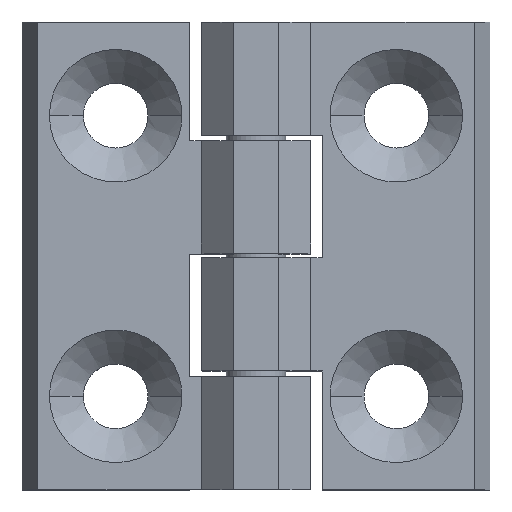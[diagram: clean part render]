
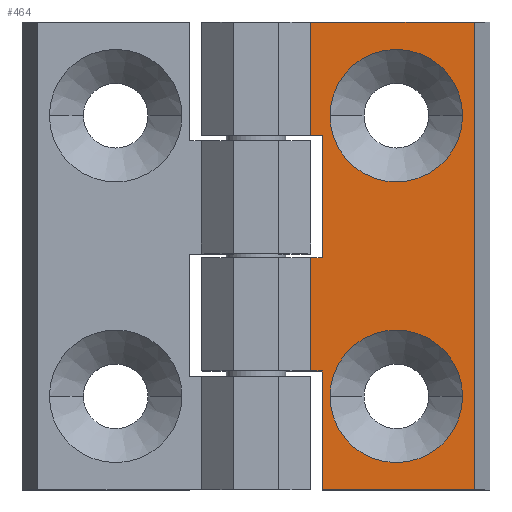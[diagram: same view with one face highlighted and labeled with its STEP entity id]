
A CAD part, top view. The second image highlights one B-rep face of the part: STEP entity #464.
In plain terms, the highlighted planar face has unit normal (0, 0, 1).
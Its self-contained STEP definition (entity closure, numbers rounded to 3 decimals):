
#56 = LINE ( 'NONE', #2743, #1725 ) ;
#95 = DIRECTION ( 'NONE',  ( -1., 0., 0. ) ) ;
#265 = LINE ( 'NONE', #919, #3292 ) ;
#270 = DIRECTION ( 'NONE',  ( 1., 0., 0. ) ) ;
#309 = VERTEX_POINT ( 'NONE', #6675 ) ;
#330 = ORIENTED_EDGE ( 'NONE', *, *, #6151, .F. ) ;
#464 = ADVANCED_FACE ( 'NONE', ( #4501, #6375, #5650 ), #7545, .F. ) ;
#579 = EDGE_LOOP ( 'NONE', ( #1223, #6887, #2974, #7062, #2528, #7260, #3065, #835, #7231, #6716 ) ) ;
#741 = VERTEX_POINT ( 'NONE', #6012 ) ;
#835 = ORIENTED_EDGE ( 'NONE', *, *, #5203, .T. ) ;
#919 = CARTESIAN_POINT ( 'NONE',  ( -81.998, 114.794, 8. ) ) ;
#984 = DIRECTION ( 'NONE',  ( 0., -1., 0. ) ) ;
#1000 = DIRECTION ( 'NONE',  ( 0., -1., 0. ) ) ;
#1061 = VECTOR ( 'NONE', #270, 1000. ) ;
#1173 = CARTESIAN_POINT ( 'NONE',  ( -60.998, 114.794, 8. ) ) ;
#1223 = ORIENTED_EDGE ( 'NONE', *, *, #7731, .T. ) ;
#1240 = VERTEX_POINT ( 'NONE', #4813 ) ;
#1531 = ORIENTED_EDGE ( 'NONE', *, *, #5080, .F. ) ;
#1554 = DIRECTION ( 'NONE',  ( -1., 0., 0. ) ) ;
#1569 = EDGE_CURVE ( 'NONE', #6623, #741, #7808, .T. ) ;
#1603 = VECTOR ( 'NONE', #984, 1000. ) ;
#1632 = CARTESIAN_POINT ( 'NONE',  ( -62.498, 102.794, 8. ) ) ;
#1694 = VERTEX_POINT ( 'NONE', #7628 ) ;
#1725 = VECTOR ( 'NONE', #7661, 1000. ) ;
#1817 = VECTOR ( 'NONE', #1554, 1000. ) ;
#1863 = CARTESIAN_POINT ( 'NONE',  ( -80.498, 100.294, 8. ) ) ;
#1900 = EDGE_CURVE ( 'NONE', #2477, #309, #265, .T. ) ;
#1970 = DIRECTION ( 'NONE',  ( 0., 0., 1. ) ) ;
#1982 = CARTESIAN_POINT ( 'NONE',  ( 0., 70.044, 8. ) ) ;
#2043 = VERTEX_POINT ( 'NONE', #2733 ) ;
#2086 = EDGE_LOOP ( 'NONE', ( #7347, #330 ) ) ;
#2091 = DIRECTION ( 'NONE',  ( 1., 0., 0. ) ) ;
#2240 = DIRECTION ( 'NONE',  ( 0., 0., 1. ) ) ;
#2285 = AXIS2_PLACEMENT_3D ( 'NONE', #6986, #3279, #95 ) ;
#2352 = CIRCLE ( 'NONE', #5091, 8.5 ) ;
#2357 = LINE ( 'NONE', #3656, #5338 ) ;
#2477 = VERTEX_POINT ( 'NONE', #4175 ) ;
#2525 = CARTESIAN_POINT ( 'NONE',  ( -80.498, 54.794, 8. ) ) ;
#2528 = ORIENTED_EDGE ( 'NONE', *, *, #4524, .T. ) ;
#2580 = AXIS2_PLACEMENT_3D ( 'NONE', #3579, #6758, #2890 ) ;
#2733 = CARTESIAN_POINT ( 'NONE',  ( -60.998, 54.794, 8. ) ) ;
#2743 = CARTESIAN_POINT ( 'NONE',  ( -80.498, 0., 8. ) ) ;
#2760 = EDGE_CURVE ( 'NONE', #3786, #1240, #3956, .T. ) ;
#2890 = DIRECTION ( 'NONE',  ( 1., 0., 0. ) ) ;
#2960 = CARTESIAN_POINT ( 'NONE',  ( 0., 100.294, 8. ) ) ;
#2968 = EDGE_CURVE ( 'NONE', #1694, #6623, #6497, .T. ) ;
#2974 = ORIENTED_EDGE ( 'NONE', *, *, #4804, .T. ) ;
#3040 = DIRECTION ( 'NONE',  ( 1., 0., 0. ) ) ;
#3065 = ORIENTED_EDGE ( 'NONE', *, *, #4344, .T. ) ;
#3175 = ORIENTED_EDGE ( 'NONE', *, *, #3841, .F. ) ;
#3180 = AXIS2_PLACEMENT_3D ( 'NONE', #7500, #1970, #2091 ) ;
#3279 = DIRECTION ( 'NONE',  ( 0., 0., -1. ) ) ;
#3292 = VECTOR ( 'NONE', #1000, 1000. ) ;
#3394 = DIRECTION ( 'NONE',  ( -1., 0., 0. ) ) ;
#3579 = CARTESIAN_POINT ( 'NONE',  ( -70.998, 66.794, 8. ) ) ;
#3656 = CARTESIAN_POINT ( 'NONE',  ( -80.498, 0., 8. ) ) ;
#3786 = VERTEX_POINT ( 'NONE', #1632 ) ;
#3841 = EDGE_CURVE ( 'NONE', #5073, #4268, #7392, .T. ) ;
#3888 = VERTEX_POINT ( 'NONE', #1173 ) ;
#3956 = CIRCLE ( 'NONE', #3180, 8.5 ) ;
#4031 = VERTEX_POINT ( 'NONE', #1863 ) ;
#4111 = CARTESIAN_POINT ( 'NONE',  ( -70.998, 66.794, 8. ) ) ;
#4118 = LINE ( 'NONE', #7134, #1817 ) ;
#4175 = CARTESIAN_POINT ( 'NONE',  ( -81.998, 114.794, 8. ) ) ;
#4268 = VERTEX_POINT ( 'NONE', #6022 ) ;
#4344 = EDGE_CURVE ( 'NONE', #309, #4031, #6133, .T. ) ;
#4381 = VERTEX_POINT ( 'NONE', #6591 ) ;
#4501 = FACE_BOUND ( 'NONE', #2086, .T. ) ;
#4524 = EDGE_CURVE ( 'NONE', #3888, #2477, #4118, .T. ) ;
#4586 = EDGE_CURVE ( 'NONE', #2043, #3888, #6486, .T. ) ;
#4637 = CARTESIAN_POINT ( 'NONE',  ( -70.998, 102.794, 8. ) ) ;
#4651 = CARTESIAN_POINT ( 'NONE',  ( -60.998, 0., 8. ) ) ;
#4669 = CARTESIAN_POINT ( 'NONE',  ( -81.998, 84.544, 8. ) ) ;
#4726 = DIRECTION ( 'NONE',  ( 1., 0., 0. ) ) ;
#4802 = DIRECTION ( 'NONE',  ( 0., -1., 0. ) ) ;
#4804 = EDGE_CURVE ( 'NONE', #5834, #2043, #5050, .T. ) ;
#4813 = CARTESIAN_POINT ( 'NONE',  ( -79.498, 102.794, 8. ) ) ;
#4930 = VECTOR ( 'NONE', #3040, 1000. ) ;
#5050 = LINE ( 'NONE', #2525, #5845 ) ;
#5065 = EDGE_LOOP ( 'NONE', ( #3175, #1531 ) ) ;
#5073 = VERTEX_POINT ( 'NONE', #7805 ) ;
#5080 = EDGE_CURVE ( 'NONE', #4268, #5073, #6510, .T. ) ;
#5091 = AXIS2_PLACEMENT_3D ( 'NONE', #4637, #5290, #7205 ) ;
#5194 = CARTESIAN_POINT ( 'NONE',  ( -80.498, 54.794, 8. ) ) ;
#5203 = EDGE_CURVE ( 'NONE', #4031, #1694, #2357, .T. ) ;
#5290 = DIRECTION ( 'NONE',  ( 0., 0., 1. ) ) ;
#5338 = VECTOR ( 'NONE', #4802, 1000. ) ;
#5399 = CARTESIAN_POINT ( 'NONE',  ( 0., 84.544, 8. ) ) ;
#5650 = FACE_OUTER_BOUND ( 'NONE', #579, .T. ) ;
#5780 = VECTOR ( 'NONE', #3394, 1000. ) ;
#5834 = VERTEX_POINT ( 'NONE', #5194 ) ;
#5845 = VECTOR ( 'NONE', #6233, 1000. ) ;
#5988 = CARTESIAN_POINT ( 'NONE',  ( -81.998, 114.794, 8. ) ) ;
#6012 = CARTESIAN_POINT ( 'NONE',  ( -81.998, 70.044, 8. ) ) ;
#6022 = CARTESIAN_POINT ( 'NONE',  ( -79.498, 66.794, 8. ) ) ;
#6133 = LINE ( 'NONE', #2960, #4930 ) ;
#6151 = EDGE_CURVE ( 'NONE', #1240, #3786, #2352, .T. ) ;
#6233 = DIRECTION ( 'NONE',  ( 1., 0., 0. ) ) ;
#6375 = FACE_BOUND ( 'NONE', #5065, .T. ) ;
#6486 = LINE ( 'NONE', #4651, #7149 ) ;
#6497 = LINE ( 'NONE', #5399, #5780 ) ;
#6510 = CIRCLE ( 'NONE', #6895, 8.5 ) ;
#6591 = CARTESIAN_POINT ( 'NONE',  ( -80.498, 70.044, 8. ) ) ;
#6610 = DIRECTION ( 'NONE',  ( 0., 1., 0. ) ) ;
#6623 = VERTEX_POINT ( 'NONE', #4669 ) ;
#6675 = CARTESIAN_POINT ( 'NONE',  ( -81.998, 100.294, 8. ) ) ;
#6716 = ORIENTED_EDGE ( 'NONE', *, *, #1569, .T. ) ;
#6758 = DIRECTION ( 'NONE',  ( 0., 0., 1. ) ) ;
#6887 = ORIENTED_EDGE ( 'NONE', *, *, #6993, .T. ) ;
#6895 = AXIS2_PLACEMENT_3D ( 'NONE', #4111, #2240, #4726 ) ;
#6986 = CARTESIAN_POINT ( 'NONE',  ( 0., 0., 8. ) ) ;
#6993 = EDGE_CURVE ( 'NONE', #4381, #5834, #56, .T. ) ;
#7062 = ORIENTED_EDGE ( 'NONE', *, *, #4586, .T. ) ;
#7076 = LINE ( 'NONE', #1982, #1061 ) ;
#7134 = CARTESIAN_POINT ( 'NONE',  ( -80.498, 114.794, 8. ) ) ;
#7149 = VECTOR ( 'NONE', #6610, 1000. ) ;
#7205 = DIRECTION ( 'NONE',  ( 1., 0., 0. ) ) ;
#7231 = ORIENTED_EDGE ( 'NONE', *, *, #2968, .T. ) ;
#7260 = ORIENTED_EDGE ( 'NONE', *, *, #1900, .T. ) ;
#7347 = ORIENTED_EDGE ( 'NONE', *, *, #2760, .F. ) ;
#7392 = CIRCLE ( 'NONE', #2580, 8.5 ) ;
#7500 = CARTESIAN_POINT ( 'NONE',  ( -70.998, 102.794, 8. ) ) ;
#7545 = PLANE ( 'NONE',  #2285 ) ;
#7628 = CARTESIAN_POINT ( 'NONE',  ( -80.498, 84.544, 8. ) ) ;
#7661 = DIRECTION ( 'NONE',  ( 0., -1., 0. ) ) ;
#7731 = EDGE_CURVE ( 'NONE', #741, #4381, #7076, .T. ) ;
#7805 = CARTESIAN_POINT ( 'NONE',  ( -62.498, 66.794, 8. ) ) ;
#7808 = LINE ( 'NONE', #5988, #1603 ) ;
